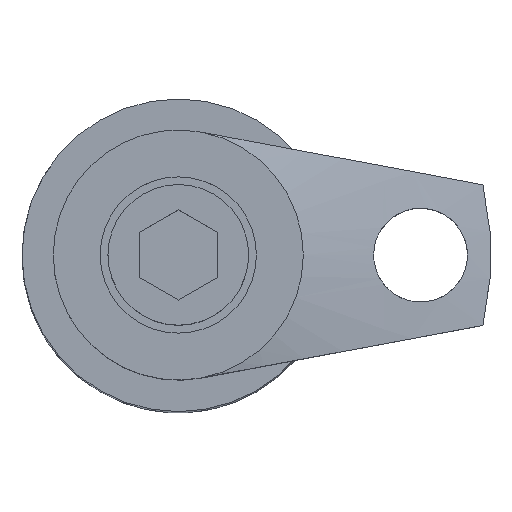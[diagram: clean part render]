
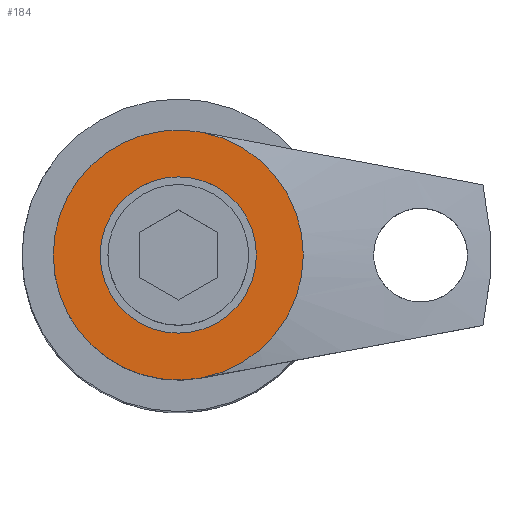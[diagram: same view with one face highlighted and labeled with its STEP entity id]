
A CAD part, top view. The second image highlights one B-rep face of the part: STEP entity #184.
In plain terms, the highlighted planar face has unit normal (0, 0, 1).
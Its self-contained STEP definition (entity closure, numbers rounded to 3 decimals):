
#56 = VERTEX_POINT ( 'NONE', #325 ) ;
#99 = EDGE_CURVE ( 'NONE', #56, #1070, #1986, .T. ) ;
#103 = ORIENTED_EDGE ( 'NONE', *, *, #972, .F. ) ;
#184 = ADVANCED_FACE ( 'NONE', ( #1702, #782 ), #1510, .T. ) ;
#237 = AXIS2_PLACEMENT_3D ( 'NONE', #978, #2261, #1163 ) ;
#271 = VERTEX_POINT ( 'NONE', #1259 ) ;
#283 = CARTESIAN_POINT ( 'NONE',  ( 0., 0., 55. ) ) ;
#325 = CARTESIAN_POINT ( 'NONE',  ( -16., 0., 55. ) ) ;
#340 = DIRECTION ( 'NONE',  ( 1., 0., 0. ) ) ;
#343 = ORIENTED_EDGE ( 'NONE', *, *, #1407, .T. ) ;
#389 = DIRECTION ( 'NONE',  ( 0., 0., 1. ) ) ;
#415 = EDGE_CURVE ( 'NONE', #2361, #271, #564, .T. ) ;
#535 = DIRECTION ( 'NONE',  ( 0., 0., 1. ) ) ;
#564 = CIRCLE ( 'NONE', #1908, 10. ) ;
#587 = DIRECTION ( 'NONE',  ( 1., 0., 0. ) ) ;
#607 = CIRCLE ( 'NONE', #2150, 10. ) ;
#613 = EDGE_LOOP ( 'NONE', ( #1185, #343, #1629 ) ) ;
#694 = AXIS2_PLACEMENT_3D ( 'NONE', #1456, #535, #1610 ) ;
#782 = FACE_OUTER_BOUND ( 'NONE', #613, .T. ) ;
#809 = ORIENTED_EDGE ( 'NONE', *, *, #415, .F. ) ;
#855 = DIRECTION ( 'NONE',  ( 1., 0., 0. ) ) ;
#972 = EDGE_CURVE ( 'NONE', #271, #2361, #607, .T. ) ;
#973 = CARTESIAN_POINT ( 'NONE',  ( -10., 0., 55. ) ) ;
#978 = CARTESIAN_POINT ( 'NONE',  ( 0., 0., 55. ) ) ;
#1036 = DIRECTION ( 'NONE',  ( 0., 0., 1. ) ) ;
#1069 = VERTEX_POINT ( 'NONE', #1095 ) ;
#1070 = VERTEX_POINT ( 'NONE', #1823 ) ;
#1071 = AXIS2_PLACEMENT_3D ( 'NONE', #2004, #2027, #340 ) ;
#1095 = CARTESIAN_POINT ( 'NONE',  ( 2.936, 15.728, 55. ) ) ;
#1154 = CIRCLE ( 'NONE', #1690, 16. ) ;
#1163 = DIRECTION ( 'NONE',  ( 1., 0., 0. ) ) ;
#1185 = ORIENTED_EDGE ( 'NONE', *, *, #2130, .T. ) ;
#1259 = CARTESIAN_POINT ( 'NONE',  ( 10., 0., 55. ) ) ;
#1407 = EDGE_CURVE ( 'NONE', #1069, #56, #1154, .T. ) ;
#1456 = CARTESIAN_POINT ( 'NONE',  ( 0., 0., 55. ) ) ;
#1510 = PLANE ( 'NONE',  #237 ) ;
#1610 = DIRECTION ( 'NONE',  ( 1., 0., 0. ) ) ;
#1629 = ORIENTED_EDGE ( 'NONE', *, *, #99, .T. ) ;
#1690 = AXIS2_PLACEMENT_3D ( 'NONE', #283, #1036, #855 ) ;
#1702 = FACE_BOUND ( 'NONE', #2276, .T. ) ;
#1812 = DIRECTION ( 'NONE',  ( 0., 0., 1. ) ) ;
#1823 = CARTESIAN_POINT ( 'NONE',  ( 2.936, -15.728, 55. ) ) ;
#1908 = AXIS2_PLACEMENT_3D ( 'NONE', #2068, #389, #587 ) ;
#1986 = CIRCLE ( 'NONE', #1071, 16. ) ;
#2004 = CARTESIAN_POINT ( 'NONE',  ( 0., 0., 55. ) ) ;
#2027 = DIRECTION ( 'NONE',  ( 0., 0., 1. ) ) ;
#2068 = CARTESIAN_POINT ( 'NONE',  ( 0., 0., 55. ) ) ;
#2130 = EDGE_CURVE ( 'NONE', #1070, #1069, #2227, .T. ) ;
#2150 = AXIS2_PLACEMENT_3D ( 'NONE', #2214, #1812, #2178 ) ;
#2178 = DIRECTION ( 'NONE',  ( 1., 0., 0. ) ) ;
#2214 = CARTESIAN_POINT ( 'NONE',  ( 0., 0., 55. ) ) ;
#2227 = CIRCLE ( 'NONE', #694, 16. ) ;
#2261 = DIRECTION ( 'NONE',  ( 0., 0., 1. ) ) ;
#2276 = EDGE_LOOP ( 'NONE', ( #103, #809 ) ) ;
#2361 = VERTEX_POINT ( 'NONE', #973 ) ;
